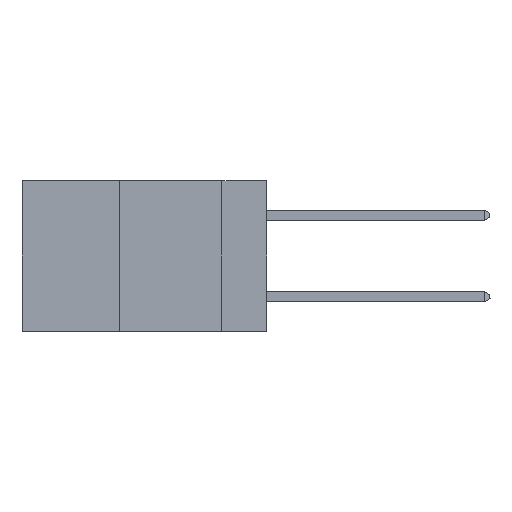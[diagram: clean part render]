
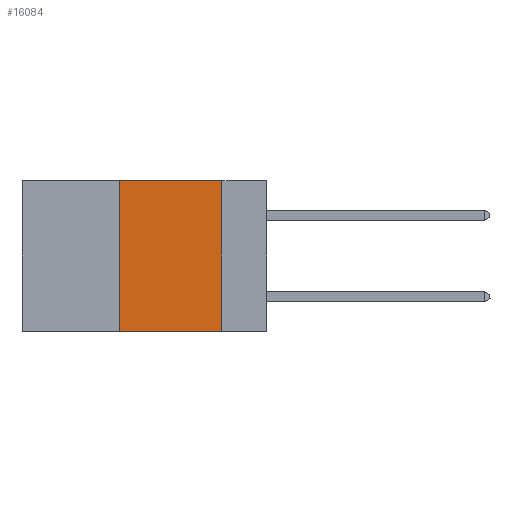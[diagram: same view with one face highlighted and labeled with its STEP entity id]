
A CAD part, left-side view. The second image highlights one B-rep face of the part: STEP entity #16084.
In plain terms, the highlighted planar face has unit normal (-1, 0, 0).
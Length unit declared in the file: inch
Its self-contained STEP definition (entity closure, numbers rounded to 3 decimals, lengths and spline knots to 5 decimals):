
#833 = LINE ( 'NONE', #23708, #16863 ) ;
#996 = DIRECTION ( 'NONE',  ( 0., -1., 0. ) ) ;
#1415 = ORIENTED_EDGE ( 'NONE', *, *, #31640, .T. ) ;
#2222 = CARTESIAN_POINT ( 'NONE',  ( 0., 0.6, 0. ) ) ;
#3110 = ORIENTED_EDGE ( 'NONE', *, *, #12167, .F. ) ;
#5777 = LINE ( 'NONE', #22562, #6162 ) ;
#6162 = VECTOR ( 'NONE', #29793, 39.37008 ) ;
#6781 = ORIENTED_EDGE ( 'NONE', *, *, #25745, .F. ) ;
#7963 = LINE ( 'NONE', #13248, #19655 ) ;
#9846 = FACE_OUTER_BOUND ( 'NONE', #19214, .T. ) ;
#12072 = PLANE ( 'NONE',  #16297 ) ;
#12167 = EDGE_CURVE ( 'NONE', #25652, #13841, #5777, .T. ) ;
#13203 = CARTESIAN_POINT ( 'NONE',  ( 0., 0.11, -0.37 ) ) ;
#13248 = CARTESIAN_POINT ( 'NONE',  ( 0., 0.6, -0.37 ) ) ;
#13841 = VERTEX_POINT ( 'NONE', #21892 ) ;
#14383 = DIRECTION ( 'NONE',  ( 0., 0., -1. ) ) ;
#14492 = CARTESIAN_POINT ( 'NONE',  ( 0., 0.11, 0. ) ) ;
#15634 = VERTEX_POINT ( 'NONE', #13203 ) ;
#16084 = ADVANCED_FACE ( 'NONE', ( #9846 ), #12072, .F. ) ;
#16112 = VERTEX_POINT ( 'NONE', #14492 ) ;
#16281 = DIRECTION ( 'NONE',  ( 0., 0., -1. ) ) ;
#16297 = AXIS2_PLACEMENT_3D ( 'NONE', #2222, #31955, #14383 ) ;
#16748 = VECTOR ( 'NONE', #16281, 39.37008 ) ;
#16863 = VECTOR ( 'NONE', #28395, 39.37008 ) ;
#17605 = EDGE_CURVE ( 'NONE', #16112, #15634, #19470, .T. ) ;
#19214 = EDGE_LOOP ( 'NONE', ( #29098, #6781, #3110, #1415 ) ) ;
#19470 = LINE ( 'NONE', #23687, #16748 ) ;
#19655 = VECTOR ( 'NONE', #996, 39.37008 ) ;
#21892 = CARTESIAN_POINT ( 'NONE',  ( 0., 0.36, 0. ) ) ;
#22562 = CARTESIAN_POINT ( 'NONE',  ( 0., 0.36, 0. ) ) ;
#23687 = CARTESIAN_POINT ( 'NONE',  ( 0., 0.11, 0. ) ) ;
#23708 = CARTESIAN_POINT ( 'NONE',  ( 0., 0.6, 0. ) ) ;
#25652 = VERTEX_POINT ( 'NONE', #30387 ) ;
#25745 = EDGE_CURVE ( 'NONE', #13841, #16112, #833, .T. ) ;
#28395 = DIRECTION ( 'NONE',  ( 0., -1., 0. ) ) ;
#29098 = ORIENTED_EDGE ( 'NONE', *, *, #17605, .F. ) ;
#29793 = DIRECTION ( 'NONE',  ( 0., 0., 1. ) ) ;
#30387 = CARTESIAN_POINT ( 'NONE',  ( 0., 0.36, -0.37 ) ) ;
#31640 = EDGE_CURVE ( 'NONE', #25652, #15634, #7963, .T. ) ;
#31955 = DIRECTION ( 'NONE',  ( 1., 0., 0. ) ) ;
